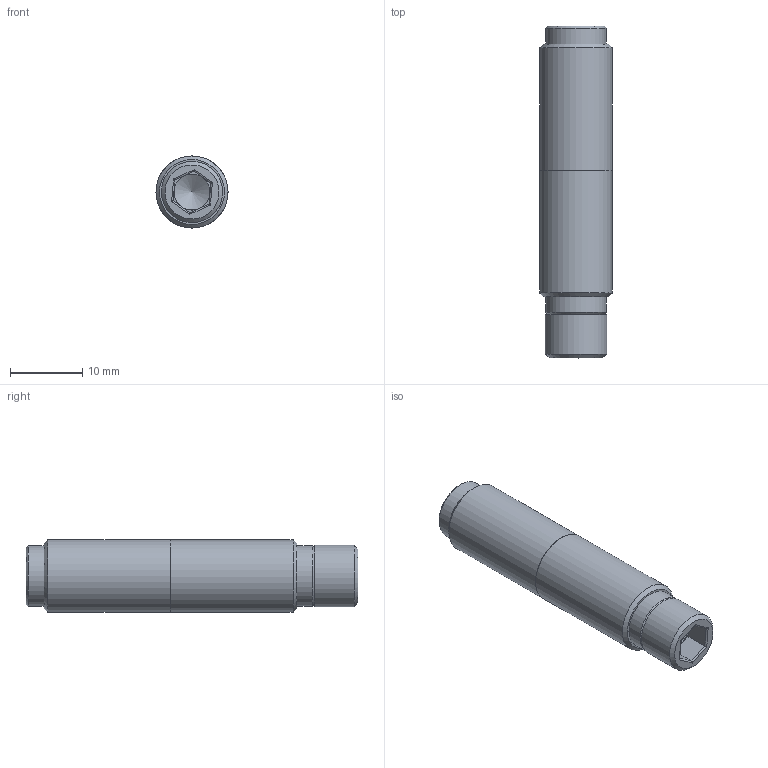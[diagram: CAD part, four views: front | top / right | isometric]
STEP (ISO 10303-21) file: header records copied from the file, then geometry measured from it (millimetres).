
FILE_DESCRIPTION(/* description */ ('KriTec System-Stoßverbindungssatz Nut 6 Raster 30'),/* implementation_level */ '2;1');
FILE_NAME(/* name */ '13016_KriTec_System-Stossverbindungssatz_Nut_6_Raster_30.stp',/* time_stamp */ '2020-03-19T13:18:56+01:00',/* author */ ('jendrek'),/* organization */ (''),/* preprocessor_version */ 'ST-DEVELOPER v17',/* originating_system */ 'Autodesk Inventor 2018',/* authorisation */ '');
FILE_SCHEMA (('AUTOMOTIVE_DESIGN { 1 0 10303 214 3 1 1 }'));
Length unit declared in the file: millimetre
Products named in the file (3): 13016; 13016_1; 13016_0
Assembly tree (3 placements, depth 2):
  13016
    13016_0  x2
    13016_1
Bounding box: 10 x 46 x 10 mm (x, y, z)
Volume: 3132.6 mm3; surface area: 3192 mm2
Topology: 3 solids, 3 shells, 75 faces, 176 edges, 113 vertices
Faces by surface type: plane 36, cylinder 30, cone 9
Full cylindrical faces by diameter (mm): 5 x3, 5.3 x1, 6 x1, 6.2 x2, 8.4 x2, 8.5 x1, 10 x2
Entity records: 1614 total; most frequent: DIRECTION 303, CARTESIAN_POINT 257, ORIENTED_EDGE 242, AXIS2_PLACEMENT_3D 123, EDGE_CURVE 121, VERTEX_POINT 77, EDGE_LOOP 60, CIRCLE 58
